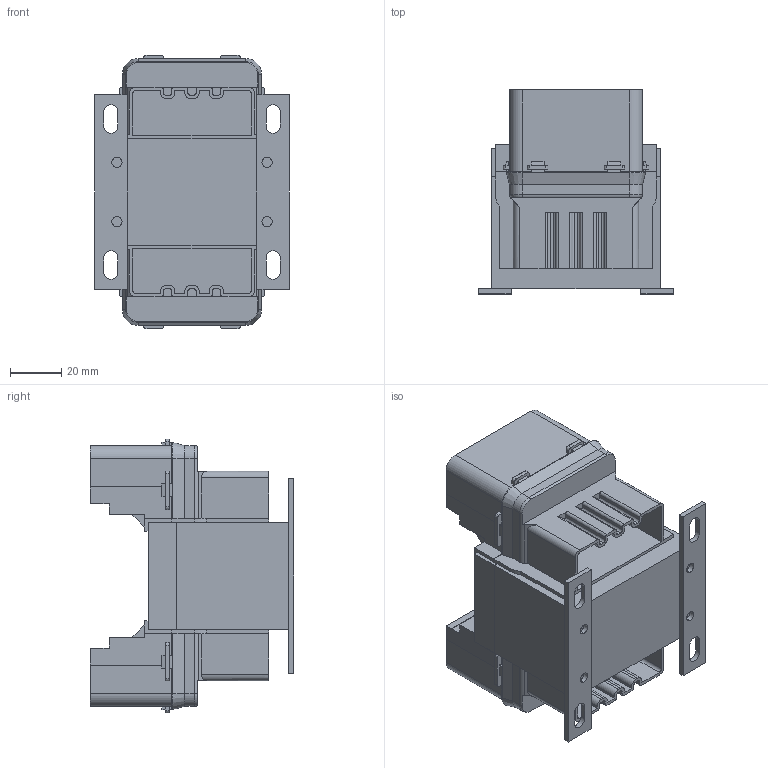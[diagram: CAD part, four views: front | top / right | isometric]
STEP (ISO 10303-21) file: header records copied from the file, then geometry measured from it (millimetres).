
FILE_DESCRIPTION (( 'STEP AP214' ), '1' );
FILE_NAME ('PH50MQMJ.step', '2017-08-10T15:48:50', ( '' ), ( '' ), 'SwSTEP 2.0', 'SolidWorks 2017', '' );
FILE_SCHEMA (( 'AUTOMOTIVE_DESIGN' ));
Length unit declared in the file: inch
Products named in the file (1): PH50MQMJ
Bounding box: 76.2 x 79.75 x 107 mm (x, y, z)
Volume: 263191.9 mm3; surface area: 72848.3 mm2
Topology: 8 solids, 8 shells, 462 faces, 1280 edges, 840 vertices
Faces by surface type: plane 336, cylinder 114, cone 8, torus 4
Entity records: 14801 total; most frequent: CARTESIAN_POINT 2607, ORIENTED_EDGE 2560, DIRECTION 2426, EDGE_CURVE 1280, LINE 1044, VECTOR 1044, VERTEX_POINT 840, AXIS2_PLACEMENT_3D 691
